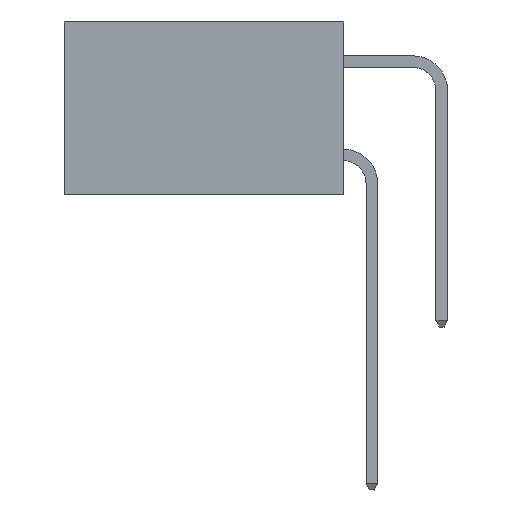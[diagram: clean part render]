
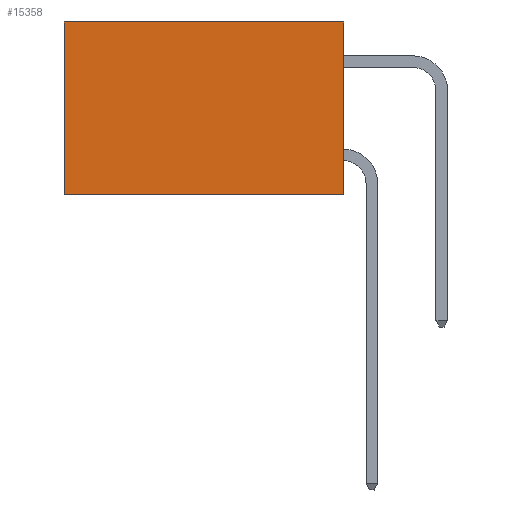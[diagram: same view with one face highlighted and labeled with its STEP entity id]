
A CAD part, left-side view. The second image highlights one B-rep face of the part: STEP entity #15358.
In plain terms, the highlighted planar face has unit normal (-1, 0, 0).
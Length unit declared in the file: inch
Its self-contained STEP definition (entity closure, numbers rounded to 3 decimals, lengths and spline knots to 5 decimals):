
#1332 = ORIENTED_EDGE ( 'NONE', *, *, #20864, .F. ) ;
#2813 = FACE_OUTER_BOUND ( 'NONE', #16335, .T. ) ;
#2865 = AXIS2_PLACEMENT_3D ( 'NONE', #22715, #11643, #3740 ) ;
#3173 = CARTESIAN_POINT ( 'NONE',  ( 0.298, 0.6, 0. ) ) ;
#3740 = DIRECTION ( 'NONE',  ( 0., 0., -1. ) ) ;
#4544 = EDGE_CURVE ( 'NONE', #8369, #23231, #6962, .T. ) ;
#4690 = CARTESIAN_POINT ( 'NONE',  ( 0.298, 0., -0.37 ) ) ;
#4879 = VECTOR ( 'NONE', #6229, 39.37008 ) ;
#5240 = LINE ( 'NONE', #22448, #9127 ) ;
#6229 = DIRECTION ( 'NONE',  ( 0., 1., 0. ) ) ;
#6962 = LINE ( 'NONE', #23406, #4879 ) ;
#7416 = PLANE ( 'NONE',  #2865 ) ;
#7777 = CARTESIAN_POINT ( 'NONE',  ( 0.298, 0.6, -0.37 ) ) ;
#8369 = VERTEX_POINT ( 'NONE', #11734 ) ;
#9127 = VECTOR ( 'NONE', #14842, 39.37008 ) ;
#11643 = DIRECTION ( 'NONE',  ( 1., 0., 0. ) ) ;
#11654 = EDGE_CURVE ( 'NONE', #23231, #13819, #14706, .T. ) ;
#11734 = CARTESIAN_POINT ( 'NONE',  ( 0.298, 0., 0. ) ) ;
#12194 = VERTEX_POINT ( 'NONE', #12941 ) ;
#12226 = ORIENTED_EDGE ( 'NONE', *, *, #4544, .T. ) ;
#12417 = DIRECTION ( 'NONE',  ( 0., 1., 0. ) ) ;
#12941 = CARTESIAN_POINT ( 'NONE',  ( 0.298, 0., -0.37 ) ) ;
#13235 = VECTOR ( 'NONE', #12417, 39.37008 ) ;
#13316 = CARTESIAN_POINT ( 'NONE',  ( 0.298, 0.6, 0. ) ) ;
#13819 = VERTEX_POINT ( 'NONE', #7777 ) ;
#14099 = VECTOR ( 'NONE', #20132, 39.37008 ) ;
#14706 = LINE ( 'NONE', #3173, #14099 ) ;
#14842 = DIRECTION ( 'NONE',  ( 0., 0., -1. ) ) ;
#14951 = ORIENTED_EDGE ( 'NONE', *, *, #22351, .F. ) ;
#15358 = ADVANCED_FACE ( 'NONE', ( #2813 ), #7416, .F. ) ;
#16335 = EDGE_LOOP ( 'NONE', ( #22045, #14951, #1332, #12226 ) ) ;
#20132 = DIRECTION ( 'NONE',  ( 0., 0., -1. ) ) ;
#20864 = EDGE_CURVE ( 'NONE', #8369, #12194, #5240, .T. ) ;
#22045 = ORIENTED_EDGE ( 'NONE', *, *, #11654, .T. ) ;
#22351 = EDGE_CURVE ( 'NONE', #12194, #13819, #23556, .T. ) ;
#22448 = CARTESIAN_POINT ( 'NONE',  ( 0.298, 0., 0. ) ) ;
#22715 = CARTESIAN_POINT ( 'NONE',  ( 0.298, 0., 0. ) ) ;
#23231 = VERTEX_POINT ( 'NONE', #13316 ) ;
#23406 = CARTESIAN_POINT ( 'NONE',  ( 0.298, 0., 0. ) ) ;
#23556 = LINE ( 'NONE', #4690, #13235 ) ;
